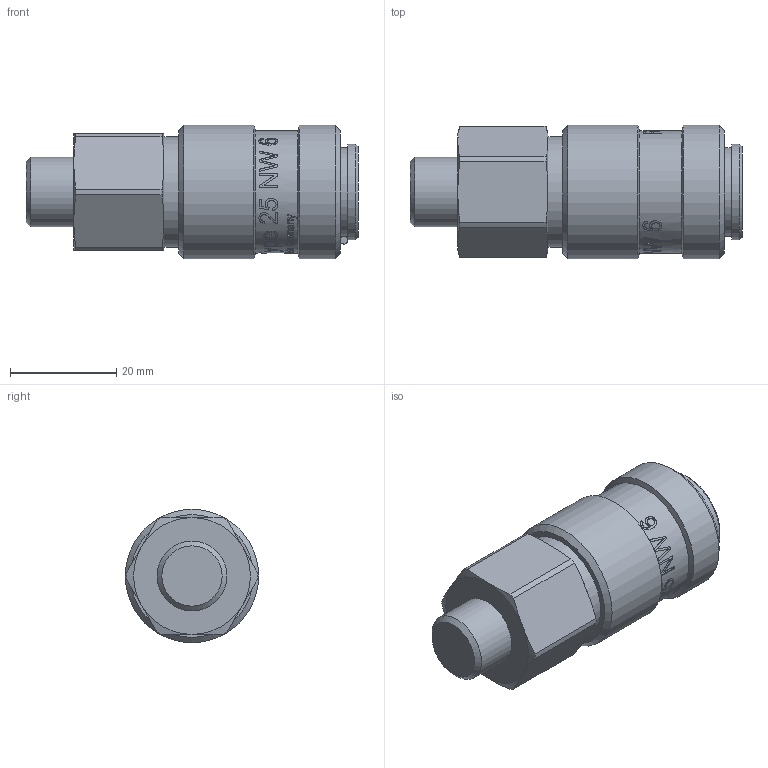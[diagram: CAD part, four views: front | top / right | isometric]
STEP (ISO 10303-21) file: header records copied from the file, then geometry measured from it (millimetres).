
FILE_DESCRIPTION((''),'2;1');
FILE_NAME('52kbaw13spn.stp','2013-04-05T08:46:56',('IA176480'),(''),'Autodesk Inventor 2011','Autodesk Inventor 2011','');
FILE_SCHEMA(('AUTOMOTIVE_DESIGN { 1 0 10303 214 1 1 1 1 }'));
Length unit declared in the file: millimetre
Products named in the file (1): D106282
Bounding box: 62.55 x 25.15 x 25.15 mm (x, y, z)
Volume: 22847.6 mm3; surface area: 11887.4 mm2
Topology: 3 solids, 5 shells, 517 faces, 1360 edges, 898 vertices
Faces by surface type: bspline 232, plane 196, cylinder 64, cone 24, torus 1
Full cylindrical faces by diameter (mm): 13.157 x1, 13.938 x2, 14 x1, 14.1 x1, 15.35 x1, 16.5 x1, 16.65 x1, 17 x1, 18 x2, 18.25 x2, 20.5 x1, 20.85 x1, 21 x2, 23 x1, 25.15 x2
Entity records: 73872 total; most frequent: CARTESIAN_POINT 62528, ORIENTED_EDGE 2648, DIRECTION 1408, EDGE_CURVE 1324, VERTEX_POINT 894, B_SPLINE_CURVE_WITH_KNOTS 631, EDGE_LOOP 602, FACE_OUTER_BOUND 517
